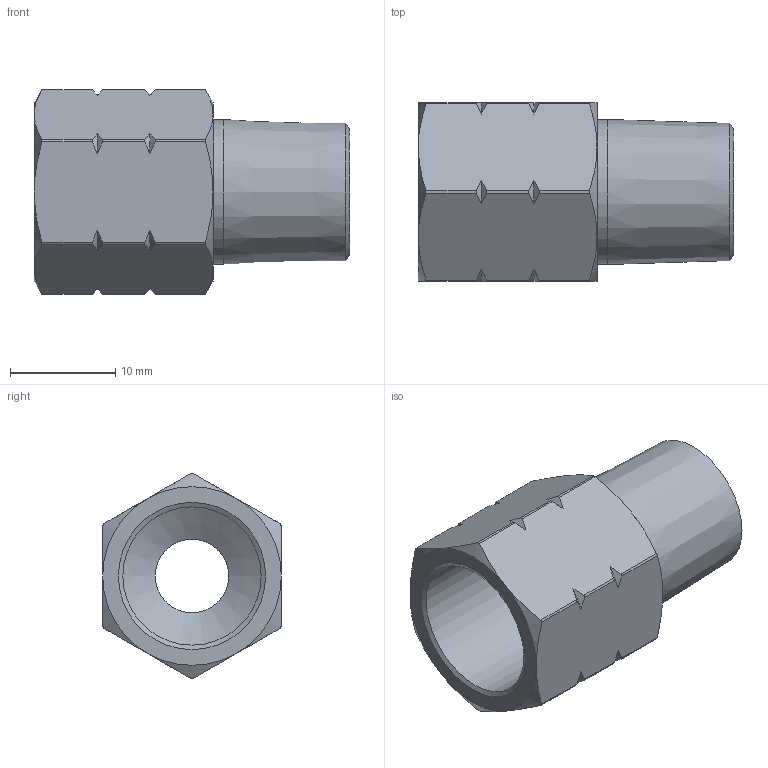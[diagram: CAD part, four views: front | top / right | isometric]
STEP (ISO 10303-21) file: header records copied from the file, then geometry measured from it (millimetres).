
FILE_DESCRIPTION(/* description */ (''),/* implementation_level */ '2;1');
FILE_NAME(/* name */ 'rn_14npt14g_es-la.stp',/* time_stamp */ '2021-02-23T11:38:52+01:00',/* author */ ('leitheußer'),/* organization */ (''),/* preprocessor_version */ 'ST-DEVELOPER v16.13',/* originating_system */ 'Autodesk Inventor LT',/* authorisation */ '');
FILE_SCHEMA (('AUTOMOTIVE_DESIGN { 1 0 10303 214 3 1 1 }'));
Length unit declared in the file: millimetre
Products named in the file (1): RN 14NPT14G ES
Bounding box: 30 x 17 x 19.5 mm (x, y, z)
Volume: 3551.9 mm3; surface area: 2809.3 mm2
Topology: 1 solids, 1 shells, 73 faces, 190 edges, 120 vertices
Faces by surface type: cone 42, cylinder 22, plane 9
Full cylindrical faces by diameter (mm): 7 x1, 13.157 x1, 13.3 x1, 13.8 x1
Entity records: 2157 total; most frequent: CARTESIAN_POINT 518, ORIENTED_EDGE 360, DIRECTION 328, EDGE_CURVE 180, AXIS2_PLACEMENT_3D 146, VERTEX_POINT 120, EDGE_LOOP 86, FACE_OUTER_BOUND 73
